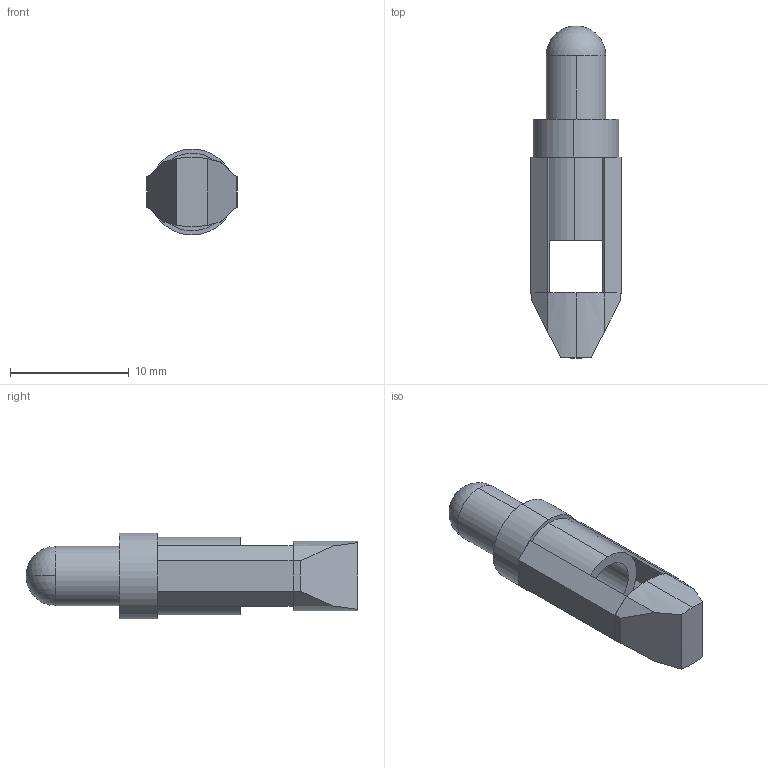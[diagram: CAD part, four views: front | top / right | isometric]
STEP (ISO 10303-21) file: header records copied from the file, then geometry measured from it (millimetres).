
FILE_DESCRIPTION (( 'STEP AP214' ), '1' );
FILE_NAME ('5SB Series.STEP', '2018-10-10T16:54:55', ( 'skyadmin' ), ( 'Microsoft' ), 'SwSTEP 2.0', 'SolidWorks 2018', '' );
FILE_SCHEMA (( 'AUTOMOTIVE_DESIGN' ));
Length unit declared in the file: millimetre
Products named in the file (4): 5SB Series; DF200K-BCG_TRIM FOR ASSY PR405W15-BCG12H; 503621; 5SB-JKL
Assembly tree (3 placements, depth 2):
  5SB Series
    5SB-JKL
    503621
    DF200K-BCG_TRIM FOR ASSY PR405W15-BCG12H
Bounding box: 7.57 x 27.91 x 7.23 mm (x, y, z)
Volume: 379.3 mm3; surface area: 1229.7 mm2
Topology: 4 solids, 5 shells, 93 faces, 227 edges, 148 vertices
Faces by surface type: plane 67, cylinder 17, cone 5, sphere 4
Entity records: 3368 total; most frequent: CARTESIAN_POINT 494, DIRECTION 465, ORIENTED_EDGE 446, EDGE_CURVE 223, VECTOR 163, LINE 163, AXIS2_PLACEMENT_3D 151, VERTEX_POINT 148
